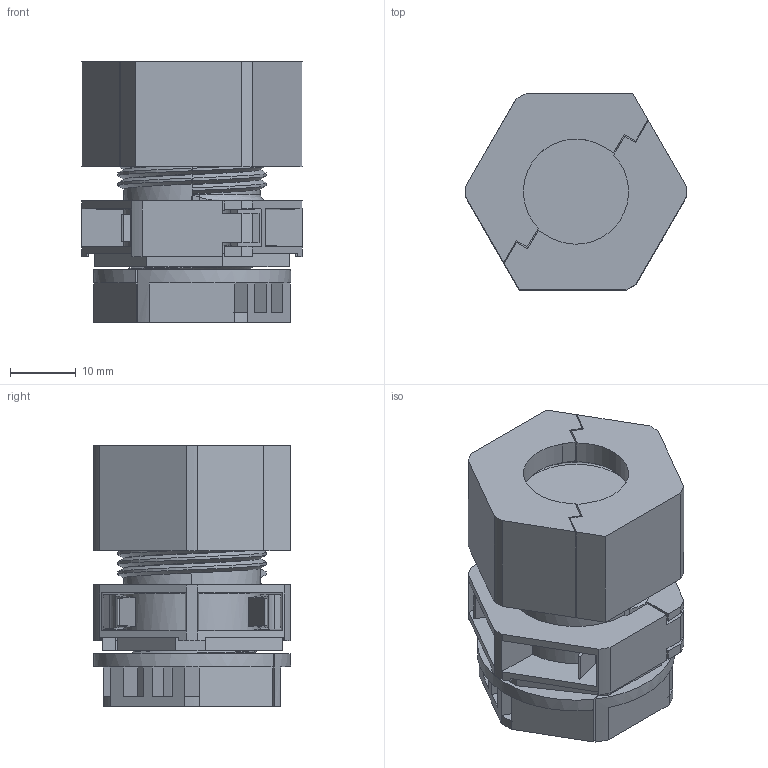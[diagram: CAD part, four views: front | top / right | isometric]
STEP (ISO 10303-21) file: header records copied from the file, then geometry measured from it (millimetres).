
FILE_DESCRIPTION (( 'STEP AP214' ), '1' );
FILE_NAME ('2024946.STEP', '2025-10-27T11:59:01', ( '' ), ( '' ), 'SwSTEP 2.0', 'SolidWorks 2024', '' );
FILE_SCHEMA (( 'AUTOMOTIVE_DESIGN' ));
Length unit declared in the file: millimetre
Products named in the file (14): 111591; 111590; 111587_Standard; PFLITSCH 1420_220 uGGM; 111588; 111596; 111594; 111597; 111595; 2024946; 111593; 111592; 111566_Standard; 111589
Assembly tree (14 placements, depth 5):
  2024946
    111587_Standard
      111592
        111594
          111595
          111596
          111597
        111593
      111589
        111591
        111590
      111588  x2
    PFLITSCH 1420_220 uGGM
    111566_Standard
Bounding box: 33.52 x 30 x 39.7 mm (x, y, z)
Volume: 20669.8 mm3; surface area: 18907.3 mm2
Topology: 10 solids, 10 shells, 1200 faces, 3457 edges, 2284 vertices
Faces by surface type: plane 779, cylinder 310, bspline 107, cone 2, torus 2
Entity records: 61496 total; most frequent: CARTESIAN_POINT 32531, ORIENTED_EDGE 6484, DIRECTION 5337, EDGE_CURVE 3242, VERTEX_POINT 2140, VECTOR 2009, LINE 2009, AXIS2_PLACEMENT_3D 1664
